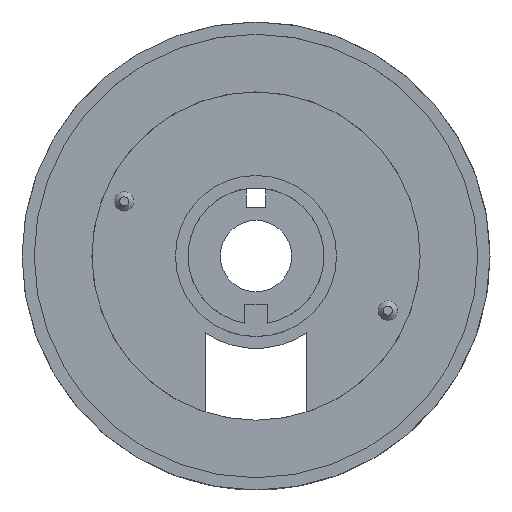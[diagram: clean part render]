
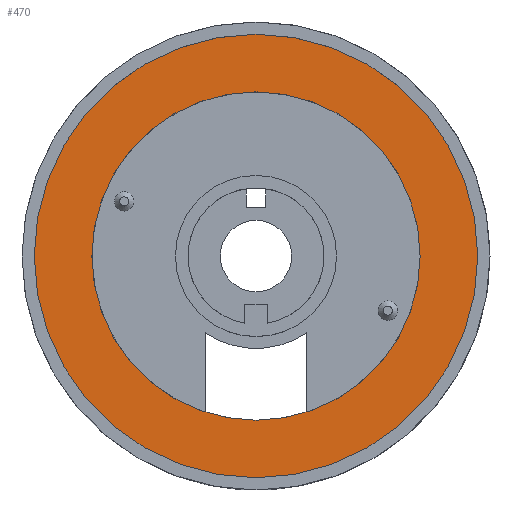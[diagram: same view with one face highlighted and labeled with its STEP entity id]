
A CAD part, top view. The second image highlights one B-rep face of the part: STEP entity #470.
In plain terms, the highlighted planar face has unit normal (0, 0, 1).
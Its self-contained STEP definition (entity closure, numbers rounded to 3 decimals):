
#15=FACE_BOUND('',#102,.T.);
#39=CIRCLE('',#525,16.1);
#42=CIRCLE('',#529,21.75);
#73=FACE_OUTER_BOUND('',#101,.T.);
#101=EDGE_LOOP('',(#361));
#102=EDGE_LOOP('',(#362));
#222=VERTEX_POINT('',#762);
#224=VERTEX_POINT('',#769);
#274=EDGE_CURVE('',#222,#222,#39,.T.);
#278=EDGE_CURVE('',#224,#224,#42,.T.);
#361=ORIENTED_EDGE('',*,*,#278,.F.);
#362=ORIENTED_EDGE('',*,*,#274,.T.);
#446=PLANE('',#528);
#470=ADVANCED_FACE('',(#73,#15),#446,.T.);
#525=AXIS2_PLACEMENT_3D('',#763,#621,#622);
#528=AXIS2_PLACEMENT_3D('',#768,#628,#629);
#529=AXIS2_PLACEMENT_3D('',#770,#630,#631);
#621=DIRECTION('center_axis',(0.,0.,-1.));
#622=DIRECTION('ref_axis',(-1.,0.,0.));
#628=DIRECTION('center_axis',(0.,0.,1.));
#629=DIRECTION('ref_axis',(-1.,0.,0.));
#630=DIRECTION('center_axis',(0.,0.,-1.));
#631=DIRECTION('ref_axis',(-1.,0.,0.));
#762=CARTESIAN_POINT('',(16.1,0.,2.7));
#763=CARTESIAN_POINT('Origin',(0.,0.,2.7));
#768=CARTESIAN_POINT('Origin',(0.,0.,2.7));
#769=CARTESIAN_POINT('',(-21.75,0.,2.7));
#770=CARTESIAN_POINT('Origin',(0.,0.,2.7));
